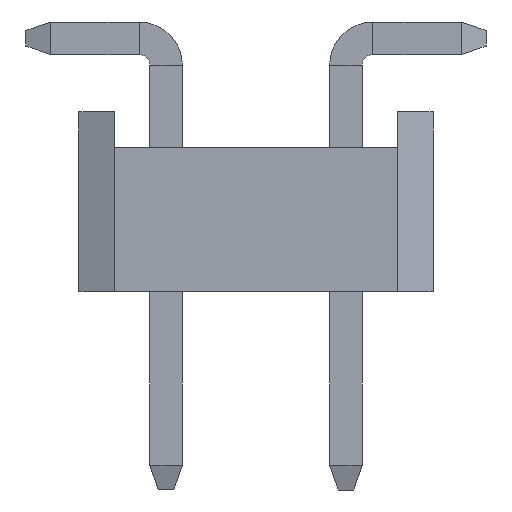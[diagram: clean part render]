
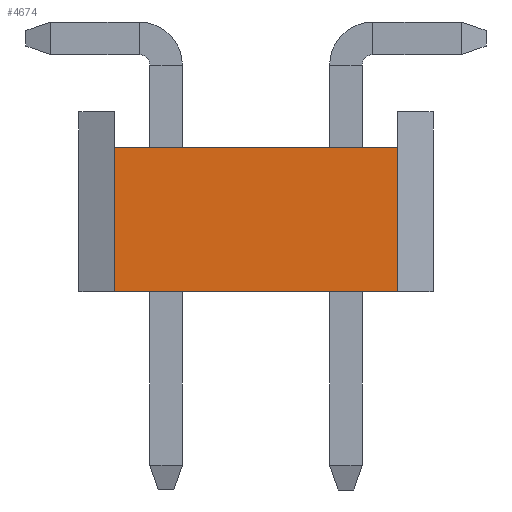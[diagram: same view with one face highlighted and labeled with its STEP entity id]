
A CAD part, left-side view. The second image highlights one B-rep face of the part: STEP entity #4674.
In plain terms, the highlighted planar face has unit normal (-1, 0, 0).
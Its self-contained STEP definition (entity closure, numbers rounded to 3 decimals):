
#291=FACE_OUTER_BOUND('',#571,.T.);
#571=EDGE_LOOP('',(#3634,#3635,#3636,#3637,#3638,#3639,#3640,#3641));
#1062=LINE('',#7163,#1632);
#1087=LINE('',#7213,#1657);
#1101=LINE('',#7240,#1671);
#1104=LINE('',#7247,#1674);
#1105=LINE('',#7249,#1675);
#1106=LINE('',#7251,#1676);
#1107=LINE('',#7253,#1677);
#1108=LINE('',#7254,#1678);
#1632=VECTOR('',#5940,1.);
#1657=VECTOR('',#5979,1.);
#1671=VECTOR('',#6005,1.);
#1674=VECTOR('',#6012,1.);
#1675=VECTOR('',#6013,1.);
#1676=VECTOR('',#6014,1.);
#1677=VECTOR('',#6015,1.);
#1678=VECTOR('',#6016,1.);
#2047=VERTEX_POINT('',#7160);
#2048=VERTEX_POINT('',#7162);
#2066=VERTEX_POINT('',#7212);
#2073=VERTEX_POINT('',#7238);
#2075=VERTEX_POINT('',#7246);
#2076=VERTEX_POINT('',#7248);
#2077=VERTEX_POINT('',#7250);
#2078=VERTEX_POINT('',#7252);
#2578=EDGE_CURVE('',#2048,#2047,#1062,.T.);
#2603=EDGE_CURVE('',#2048,#2066,#1087,.T.);
#2617=EDGE_CURVE('',#2047,#2073,#1101,.T.);
#2620=EDGE_CURVE('',#2075,#2073,#1104,.T.);
#2621=EDGE_CURVE('',#2076,#2075,#1105,.T.);
#2622=EDGE_CURVE('',#2077,#2076,#1106,.T.);
#2623=EDGE_CURVE('',#2078,#2077,#1107,.T.);
#2624=EDGE_CURVE('',#2066,#2078,#1108,.T.);
#3634=ORIENTED_EDGE('',*,*,#2578,.T.);
#3635=ORIENTED_EDGE('',*,*,#2617,.T.);
#3636=ORIENTED_EDGE('',*,*,#2620,.F.);
#3637=ORIENTED_EDGE('',*,*,#2621,.F.);
#3638=ORIENTED_EDGE('',*,*,#2622,.F.);
#3639=ORIENTED_EDGE('',*,*,#2623,.F.);
#3640=ORIENTED_EDGE('',*,*,#2624,.F.);
#3641=ORIENTED_EDGE('',*,*,#2603,.F.);
#4131=PLANE('',#4997);
#4674=ADVANCED_FACE('',(#291),#4131,.F.);
#4997=AXIS2_PLACEMENT_3D('',#7245,#6010,#6011);
#5940=DIRECTION('',(0.,-1.,0.));
#5979=DIRECTION('',(0.,0.,1.));
#6005=DIRECTION('',(0.,0.,1.));
#6010=DIRECTION('center_axis',(1.,0.,0.));
#6011=DIRECTION('ref_axis',(0.,0.,
-1.));
#6012=DIRECTION('',(0.,-1.,0.));
#6013=DIRECTION('',(0.,0.,1.));
#6014=DIRECTION('',(0.,-1.,0.));
#6015=DIRECTION('',(0.,0.,-1.));
#6016=DIRECTION('',(0.,-1.,0.));
#7160=CARTESIAN_POINT('',(-27.653,-0.413,0.513));
#7162=CARTESIAN_POINT('',(-27.653,3.597,0.513));
#7163=CARTESIAN_POINT('',(-27.653,1.572,0.513));
#7212=CARTESIAN_POINT('',(-27.653,3.597,3.053));
#7213=CARTESIAN_POINT('',(-27.653,3.597,0.252));
#7238=CARTESIAN_POINT('',(-27.653,-0.413,3.053));
#7240=CARTESIAN_POINT('',(-27.653,-0.413,0.252));
#7245=CARTESIAN_POINT('Origin',(-27.653,0.102,2.423));
#7246=CARTESIAN_POINT('',(-27.653,-0.408,3.053));
#7247=CARTESIAN_POINT('',(-27.653,1.592,3.053));
#7248=CARTESIAN_POINT('',(-27.653,-0.408,2.553));
#7249=CARTESIAN_POINT('',(-27.653,-0.408,2.553));
#7250=CARTESIAN_POINT('',(-27.653,3.592,2.553));
#7251=CARTESIAN_POINT('',(-27.653,-0.408,2.553));
#7252=CARTESIAN_POINT('',(-27.653,3.592,3.053));
#7253=CARTESIAN_POINT('',(-27.653,3.592,2.553));
#7254=CARTESIAN_POINT('',(-27.653,4.092,3.053));
